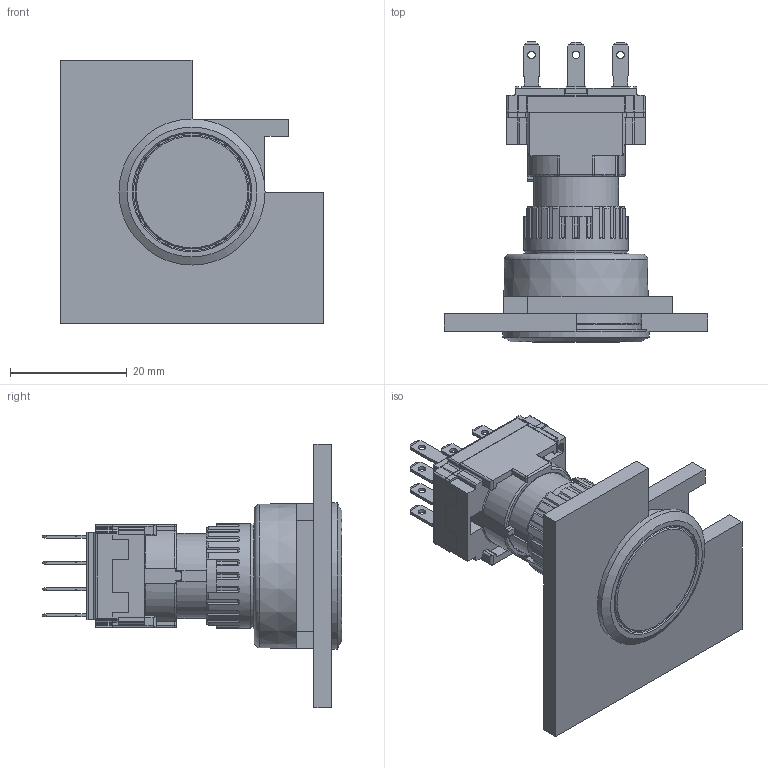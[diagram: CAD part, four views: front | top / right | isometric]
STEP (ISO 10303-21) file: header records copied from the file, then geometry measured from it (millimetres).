
FILE_DESCRIPTION(/* description */ ('Unknown'),/* implementation_level */ '2;1');
FILE_NAME(/* name */ '04_Leuchtdrucktaste_D25_flachE_Sprung-SE__00326596',/* time_stamp */ '2020-07-06T08:49:54+02:00',/* author */ ('Unknown'),/* organization */ ('Unknown'),/* preprocessor_version */ 'ST-DEVELOPER v16.7',/* originating_system */ 'DEX',/* authorisation */ $);
FILE_SCHEMA (('AUTOMOTIVE_DESIGN {1 0 10303 214 3 1 1}'));
Length unit declared in the file: millimetre
Products named in the file (15): Leuchtdrucktaste_D25_flachE_Sprung-SE__00326596; Frontplatte-LochD22.3_00311727; Vorsatz-DT_flE_D25_00312451; Druckstück-flE_00312440; Vorsatzgehäuse_00312414; Frontring_D25_00312452; V-Dichtung_erh-E_00311725; Druckhaube-D25_00311670; Dichtung_D25_00312456; Befestigungsmutter_00311771; Schaltelement-3S_00311801; Schaltergehäuse_Deckel_00311802; Schaltergehäuse_Adapter_00311803; Kontaktarm-Seite_00311805; Lasche_Mitte_00311804
Assembly tree (20 placements, depth 3):
  Leuchtdrucktaste_D25_flachE_Sprung-SE__00326596
    Frontplatte-LochD22.3_00311727
    Vorsatz-DT_flE_D25_00312451
      Druckstück-flE_00312440
      Vorsatzgehäuse_00312414
      Frontring_D25_00312452
      V-Dichtung_erh-E_00311725
      Druckhaube-D25_00311670
      Dichtung_D25_00312456
    Befestigungsmutter_00311771
    Schaltelement-3S_00311801
      Schaltergehäuse_Deckel_00311802
      Schaltergehäuse_Adapter_00311803
      Kontaktarm-Seite_00311805  x6
      Lasche_Mitte_00311804  x2
Bounding box: 45 x 51.3 x 45 mm (x, y, z)
Volume: 12479.4 mm3; surface area: 17105.1 mm2
Topology: 18 solids, 18 shells, 967 faces, 2680 edges, 1752 vertices
Faces by surface type: plane 702, cylinder 203, cone 31, torus 24, sphere 7
Full cylindrical faces by diameter (mm): 1.3 x8, 13 x1, 14.9 x1, 16 x1, 16.05 x1, 17.529 x1, 17.9 x1, 18 x3, 19.5 x1, 20.05 x1, 22.1 x2, 22.3 x2, 24.1 x1, 24.3 x1, 25 x1
Entity records: 27790 total; most frequent: CARTESIAN_POINT 5160, ORIENTED_EDGE 4704, DIRECTION 4510, EDGE_CURVE 2352, LINE 1756, VECTOR 1756, VERTEX_POINT 1560, AXIS2_PLACEMENT_3D 1377
